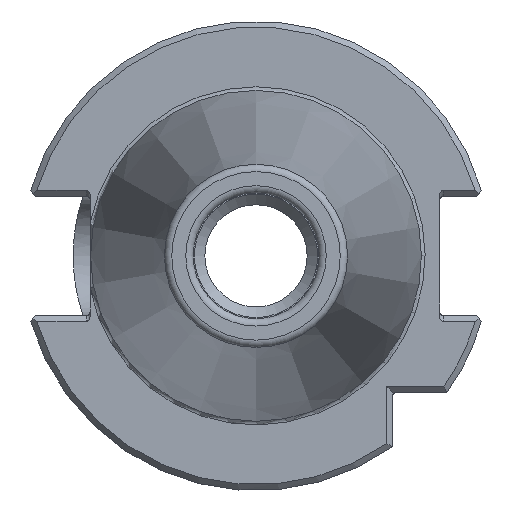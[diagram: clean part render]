
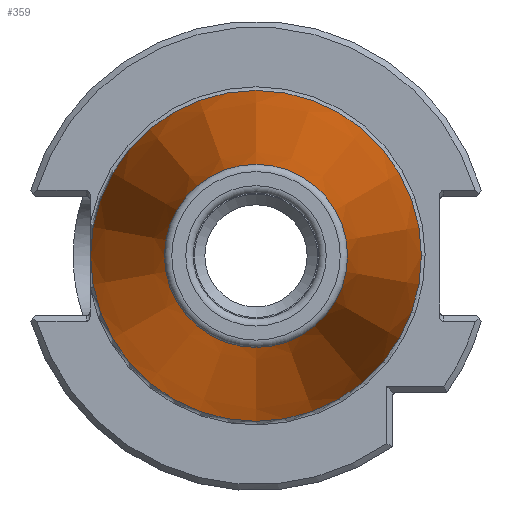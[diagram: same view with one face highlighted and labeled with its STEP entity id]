
A CAD part, left-side view. The second image highlights one B-rep face of the part: STEP entity #359.
In plain terms, the highlighted conical face has half-angle 8.297 degrees and reference radius 22.395 mm.
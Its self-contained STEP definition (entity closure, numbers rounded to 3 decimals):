
#359 = ADVANCED_FACE( '', ( #778, #779 ), #780, .T. );
#778 = FACE_BOUND( '', #1231, .T. );
#779 = FACE_OUTER_BOUND( '', #1232, .T. );
#780 = CONICAL_SURFACE( '', #1233, 22.395, 0.145 );
#1231 = EDGE_LOOP( '', ( #2177 ) );
#1232 = EDGE_LOOP( '', ( #2178 ) );
#1233 = AXIS2_PLACEMENT_3D( '', #2179, #2180, #2181 );
#2177 = ORIENTED_EDGE( '', *, *, #2867, .F. );
#2178 = ORIENTED_EDGE( '', *, *, #2543, .T. );
#2179 = CARTESIAN_POINT( '', ( 1.163, 0., 0. ) );
#2180 = DIRECTION( '', ( 1., 0., 0. ) );
#2181 = DIRECTION( '', ( 0., 0., -1. ) );
#2543 = EDGE_CURVE( '', #3024, #3024, #3025, .T. );
#2867 = EDGE_CURVE( '', #3503, #3503, #3504, .T. );
#3024 = VERTEX_POINT( '', #3732 );
#3025 = CIRCLE( '', #3733, 22.395 );
#3503 = VERTEX_POINT( '', #4691 );
#3504 = CIRCLE( '', #4692, 12.397 );
#3732 = CARTESIAN_POINT( '', ( 1.163, 0., 22.395 ) );
#3733 = AXIS2_PLACEMENT_3D( '', #4870, #4871, #4872 );
#4691 = CARTESIAN_POINT( '', ( -67.394, 0., 12.397 ) );
#4692 = AXIS2_PLACEMENT_3D( '', #5218, #5219, #5220 );
#4870 = CARTESIAN_POINT( '', ( 1.163, 0., 0. ) );
#4871 = DIRECTION( '', ( -1., 0., 0. ) );
#4872 = DIRECTION( '', ( 0., 0., 1. ) );
#5218 = CARTESIAN_POINT( '', ( -67.394, 0., 0. ) );
#5219 = DIRECTION( '', ( -1., 0., 0. ) );
#5220 = DIRECTION( '', ( 0., 0., 1. ) );
